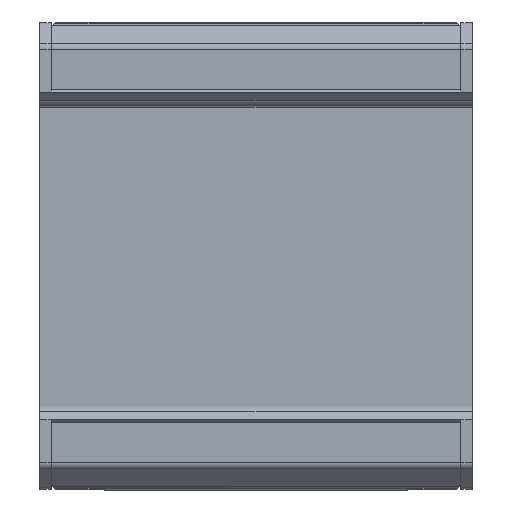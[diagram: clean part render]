
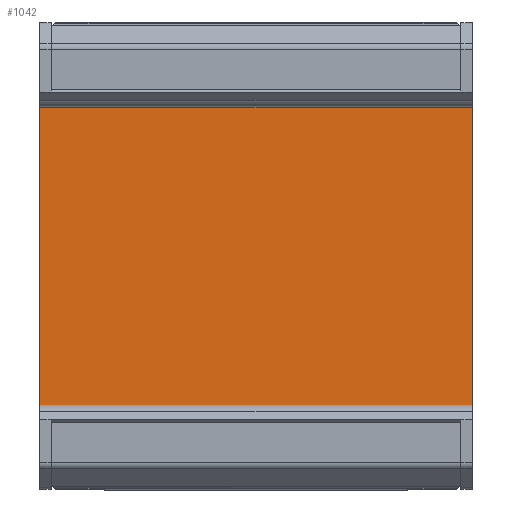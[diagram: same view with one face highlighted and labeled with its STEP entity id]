
A CAD part, front view. The second image highlights one B-rep face of the part: STEP entity #1042.
In plain terms, the highlighted planar face has unit normal (0, -1, 0).
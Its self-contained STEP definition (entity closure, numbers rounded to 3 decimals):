
#13 = EDGE_CURVE ( 'NONE', #3911, #3153, #1065, .T. ) ;
#250 = DIRECTION ( 'NONE',  ( 0., 0., -1. ) ) ;
#503 = EDGE_CURVE ( 'NONE', #4268, #3911, #1595, .T. ) ;
#574 = PLANE ( 'NONE',  #1327 ) ;
#786 = ORIENTED_EDGE ( 'NONE', *, *, #13, .T. ) ;
#870 = EDGE_CURVE ( 'NONE', #3153, #1080, #1891, .T. ) ;
#1042 = ADVANCED_FACE ( 'NONE', ( #1267 ), #574, .T. ) ;
#1065 = LINE ( 'NONE', #4440, #1395 ) ;
#1080 = VERTEX_POINT ( 'NONE', #1489 ) ;
#1087 = VECTOR ( 'NONE', #2176, 1000. ) ;
#1139 = CARTESIAN_POINT ( 'NONE',  ( 27.75, 6.8, 19.7 ) ) ;
#1267 = FACE_OUTER_BOUND ( 'NONE', #4429, .T. ) ;
#1327 = AXIS2_PLACEMENT_3D ( 'NONE', #2081, #2714, #250 ) ;
#1395 = VECTOR ( 'NONE', #4423, 1000. ) ;
#1489 = CARTESIAN_POINT ( 'NONE',  ( -27.75, 6.8, -19.7 ) ) ;
#1595 = LINE ( 'NONE', #3049, #2536 ) ;
#1891 = LINE ( 'NONE', #4481, #4389 ) ;
#2081 = CARTESIAN_POINT ( 'NONE',  ( 27.75, 6.8, -19.7 ) ) ;
#2121 = CARTESIAN_POINT ( 'NONE',  ( 27.75, 6.8, -19.7 ) ) ;
#2164 = ORIENTED_EDGE ( 'NONE', *, *, #870, .T. ) ;
#2176 = DIRECTION ( 'NONE',  ( 1., 0., 0. ) ) ;
#2536 = VECTOR ( 'NONE', #3751, 1000. ) ;
#2714 = DIRECTION ( 'NONE',  ( 0., -1., 0. ) ) ;
#2847 = CARTESIAN_POINT ( 'NONE',  ( 27.75, 6.8, -19.7 ) ) ;
#2991 = ORIENTED_EDGE ( 'NONE', *, *, #503, .T. ) ;
#3049 = CARTESIAN_POINT ( 'NONE',  ( 27.75, 6.8, -19.7 ) ) ;
#3153 = VERTEX_POINT ( 'NONE', #4507 ) ;
#3751 = DIRECTION ( 'NONE',  ( 0., 0., 1. ) ) ;
#3911 = VERTEX_POINT ( 'NONE', #1139 ) ;
#4068 = DIRECTION ( 'NONE',  ( 0., 0., -1. ) ) ;
#4268 = VERTEX_POINT ( 'NONE', #2121 ) ;
#4275 = EDGE_CURVE ( 'NONE', #1080, #4268, #4506, .T. ) ;
#4389 = VECTOR ( 'NONE', #4068, 1000. ) ;
#4423 = DIRECTION ( 'NONE',  ( -1., 0., 0. ) ) ;
#4429 = EDGE_LOOP ( 'NONE', ( #2991, #786, #2164, #4631 ) ) ;
#4440 = CARTESIAN_POINT ( 'NONE',  ( 27.75, 6.8, 19.7 ) ) ;
#4481 = CARTESIAN_POINT ( 'NONE',  ( -27.75, 6.8, -19.7 ) ) ;
#4506 = LINE ( 'NONE', #2847, #1087 ) ;
#4507 = CARTESIAN_POINT ( 'NONE',  ( -27.75, 6.8, 19.7 ) ) ;
#4631 = ORIENTED_EDGE ( 'NONE', *, *, #4275, .T. ) ;
